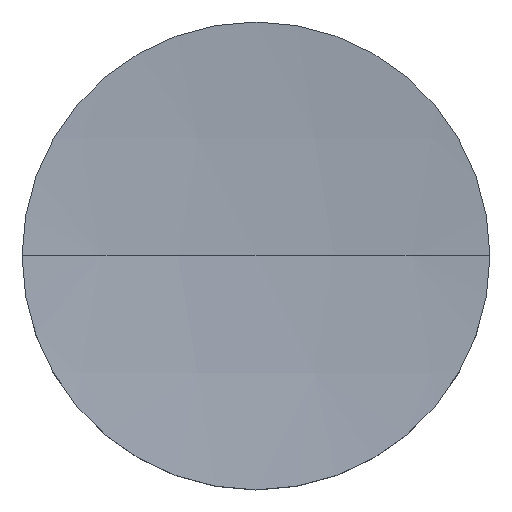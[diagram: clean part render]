
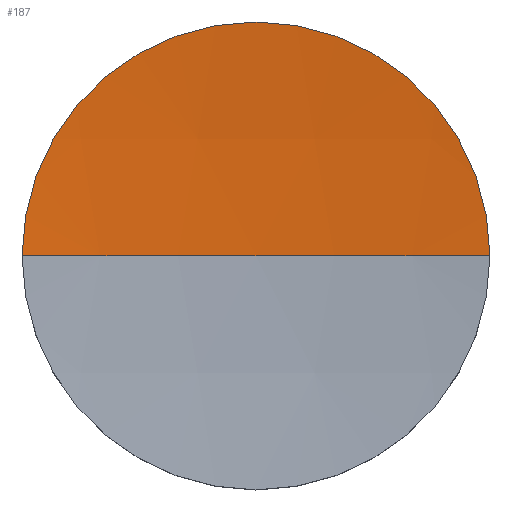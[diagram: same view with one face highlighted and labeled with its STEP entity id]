
A CAD part, top view. The second image highlights one B-rep face of the part: STEP entity #187.
In plain terms, the highlighted spherical face has radius 125 mm.
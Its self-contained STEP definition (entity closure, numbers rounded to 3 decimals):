
#4 = CARTESIAN_POINT ( 'NONE',  ( 0., 0., 6. ) ) ;
#18 = CIRCLE ( 'NONE', #55, 125. ) ;
#19 = DIRECTION ( 'NONE',  ( 0., 0., 1. ) ) ;
#26 = ORIENTED_EDGE ( 'NONE', *, *, #137, .F. ) ;
#46 = CIRCLE ( 'NONE', #189, 12.7 ) ;
#49 = DIRECTION ( 'NONE',  ( 1., 0., 0. ) ) ;
#51 = DIRECTION ( 'NONE',  ( 1., 0., 0. ) ) ;
#55 = AXIS2_PLACEMENT_3D ( 'NONE', #128, #194, #51 ) ;
#56 = CARTESIAN_POINT ( 'NONE',  ( 0., 0., 130.353 ) ) ;
#66 = CARTESIAN_POINT ( 'NONE',  ( 0., 0., 130.353 ) ) ;
#102 = DIRECTION ( 'NONE',  ( 1., 0., 0. ) ) ;
#107 = EDGE_LOOP ( 'NONE', ( #26, #120, #135 ) ) ;
#108 = EDGE_CURVE ( 'NONE', #200, #140, #125, .T. ) ;
#113 = DIRECTION ( 'NONE',  ( 0., 0., -1. ) ) ;
#117 = AXIS2_PLACEMENT_3D ( 'NONE', #66, #163, #19 ) ;
#118 = CARTESIAN_POINT ( 'NONE',  ( 12.7, 0., 6. ) ) ;
#120 = ORIENTED_EDGE ( 'NONE', *, *, #129, .T. ) ;
#125 = CIRCLE ( 'NONE', #117, 125. ) ;
#128 = CARTESIAN_POINT ( 'NONE',  ( 0., 0., 130.353 ) ) ;
#129 = EDGE_CURVE ( 'NONE', #136, #140, #18, .T. ) ;
#130 = DIRECTION ( 'NONE',  ( 0., -1., 0. ) ) ;
#135 = ORIENTED_EDGE ( 'NONE', *, *, #108, .F. ) ;
#136 = VERTEX_POINT ( 'NONE', #144 ) ;
#137 = EDGE_CURVE ( 'NONE', #136, #200, #46, .T. ) ;
#140 = VERTEX_POINT ( 'NONE', #177 ) ;
#144 = CARTESIAN_POINT ( 'NONE',  ( -12.7, 0., 6. ) ) ;
#163 = DIRECTION ( 'NONE',  ( 0., 1., 0. ) ) ;
#177 = CARTESIAN_POINT ( 'NONE',  ( 0., 0., 5.353 ) ) ;
#180 = SPHERICAL_SURFACE ( 'NONE', #196, 125. ) ;
#187 = ADVANCED_FACE ( 'NONE', ( #195 ), #180, .F. ) ;
#189 = AXIS2_PLACEMENT_3D ( 'NONE', #4, #113, #49 ) ;
#194 = DIRECTION ( 'NONE',  ( 0., -1., 0. ) ) ;
#195 = FACE_OUTER_BOUND ( 'NONE', #107, .T. ) ;
#196 = AXIS2_PLACEMENT_3D ( 'NONE', #56, #130, #102 ) ;
#200 = VERTEX_POINT ( 'NONE', #118 ) ;
